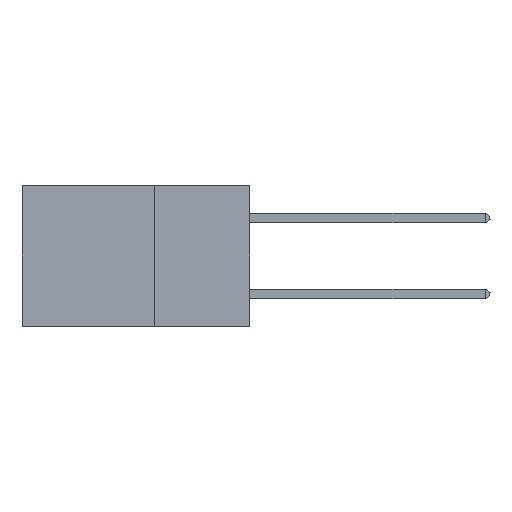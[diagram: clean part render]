
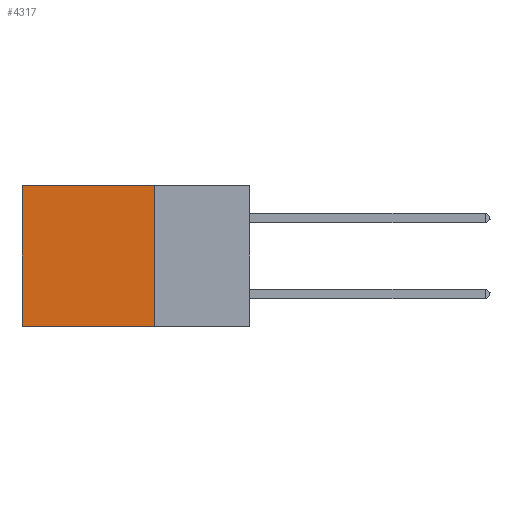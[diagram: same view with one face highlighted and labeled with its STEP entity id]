
A CAD part, left-side view. The second image highlights one B-rep face of the part: STEP entity #4317.
In plain terms, the highlighted planar face has unit normal (-1, 0, 0).
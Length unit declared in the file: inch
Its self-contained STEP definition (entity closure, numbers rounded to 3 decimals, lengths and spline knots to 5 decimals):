
#313 = VECTOR ( 'NONE', #8843, 39.37008 ) ;
#328 = DIRECTION ( 'NONE',  ( 0., 1., 0. ) ) ;
#1989 = CARTESIAN_POINT ( 'NONE',  ( 0.2875, 0.25, 0. ) ) ;
#2182 = CARTESIAN_POINT ( 'NONE',  ( 0.2875, 0.25, -0.37 ) ) ;
#3105 = LINE ( 'NONE', #17803, #14881 ) ;
#4161 = LINE ( 'NONE', #1989, #22309 ) ;
#4317 = ADVANCED_FACE ( 'NONE', ( #14567 ), #15614, .F. ) ;
#4862 = ORIENTED_EDGE ( 'NONE', *, *, #12169, .F. ) ;
#6725 = DIRECTION ( 'NONE',  ( 0., 1., 0. ) ) ;
#8022 = VECTOR ( 'NONE', #6725, 39.37008 ) ;
#8843 = DIRECTION ( 'NONE',  ( 0., 0., -1. ) ) ;
#9478 = VERTEX_POINT ( 'NONE', #19018 ) ;
#9735 = LINE ( 'NONE', #22351, #8022 ) ;
#10065 = AXIS2_PLACEMENT_3D ( 'NONE', #13751, #10162, #21096 ) ;
#10162 = DIRECTION ( 'NONE',  ( 1., 0., 0. ) ) ;
#10206 = LINE ( 'NONE', #21629, #313 ) ;
#10615 = EDGE_LOOP ( 'NONE', ( #16481, #4862, #22331, #12621 ) ) ;
#10680 = CARTESIAN_POINT ( 'NONE',  ( 0.2875, 0.25, 0. ) ) ;
#11427 = VERTEX_POINT ( 'NONE', #2182 ) ;
#12169 = EDGE_CURVE ( 'NONE', #11427, #17488, #9735, .T. ) ;
#12621 = ORIENTED_EDGE ( 'NONE', *, *, #15684, .T. ) ;
#12732 = CARTESIAN_POINT ( 'NONE',  ( 0.2875, 0.6, -0.37 ) ) ;
#12925 = EDGE_CURVE ( 'NONE', #19443, #11427, #3105, .T. ) ;
#13751 = CARTESIAN_POINT ( 'NONE',  ( 0.2875, 0.25, 0. ) ) ;
#14567 = FACE_OUTER_BOUND ( 'NONE', #10615, .T. ) ;
#14881 = VECTOR ( 'NONE', #17557, 39.37008 ) ;
#14898 = EDGE_CURVE ( 'NONE', #9478, #17488, #10206, .T. ) ;
#15614 = PLANE ( 'NONE',  #10065 ) ;
#15684 = EDGE_CURVE ( 'NONE', #19443, #9478, #4161, .T. ) ;
#16481 = ORIENTED_EDGE ( 'NONE', *, *, #14898, .T. ) ;
#17488 = VERTEX_POINT ( 'NONE', #12732 ) ;
#17557 = DIRECTION ( 'NONE',  ( 0., 0., -1. ) ) ;
#17803 = CARTESIAN_POINT ( 'NONE',  ( 0.2875, 0.25, 0. ) ) ;
#19018 = CARTESIAN_POINT ( 'NONE',  ( 0.2875, 0.6, 0. ) ) ;
#19443 = VERTEX_POINT ( 'NONE', #10680 ) ;
#21096 = DIRECTION ( 'NONE',  ( 0., 0., -1. ) ) ;
#21629 = CARTESIAN_POINT ( 'NONE',  ( 0.2875, 0.6, 0. ) ) ;
#22309 = VECTOR ( 'NONE', #328, 39.37008 ) ;
#22331 = ORIENTED_EDGE ( 'NONE', *, *, #12925, .F. ) ;
#22351 = CARTESIAN_POINT ( 'NONE',  ( 0.2875, 0.25, -0.37 ) ) ;
